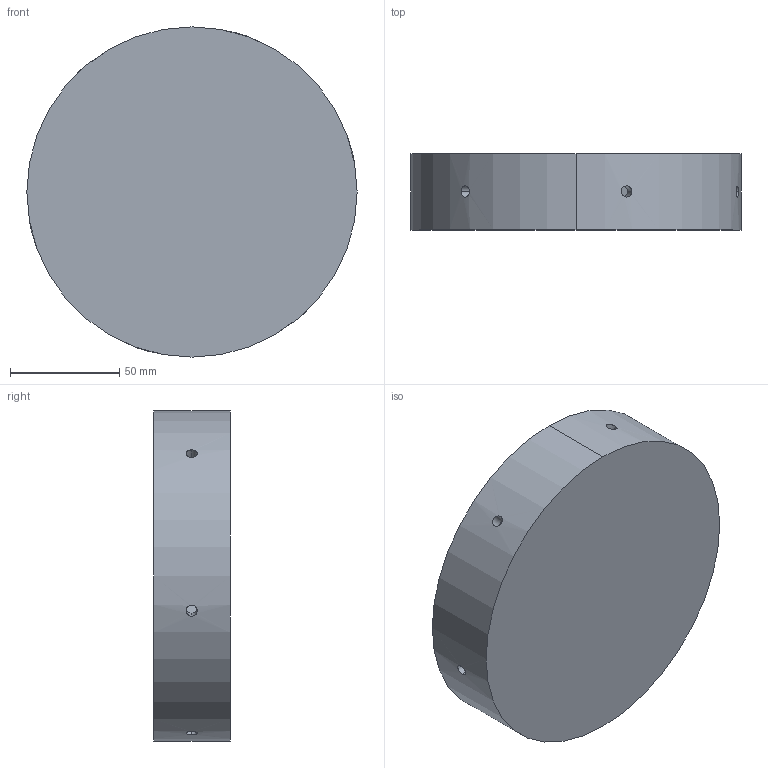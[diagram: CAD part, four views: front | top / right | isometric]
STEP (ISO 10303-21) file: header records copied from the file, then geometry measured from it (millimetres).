
FILE_DESCRIPTION (( 'STEP AP203' ), '1' );
FILE_NAME ('keeper ring_toMachine.STEP', '2019-04-04T20:32:13', ( '' ), ( '' ), 'SwSTEP 2.0', 'SolidWorks 2018', '' );
FILE_SCHEMA (( 'CONFIG_CONTROL_DESIGN' ));
Length unit declared in the file: inch
Products named in the file (1): keeper ring_toMachine
Bounding box: 151.38 x 34.92 x 151.38 mm (x, y, z)
Volume: 292111.4 mm3; surface area: 62656.7 mm2
Topology: 1 solids, 1 shells, 19 faces, 48 edges, 32 vertices
Faces by surface type: cylinder 16, plane 3
Entity records: 1369 total; most frequent: CARTESIAN_POINT 844, ORIENTED_EDGE 96, DIRECTION 72, EDGE_CURVE 48, VERTEX_POINT 32, EDGE_LOOP 32, AXIS2_PLACEMENT_3D 28, B_SPLINE_CURVE_WITH_KNOTS 24
